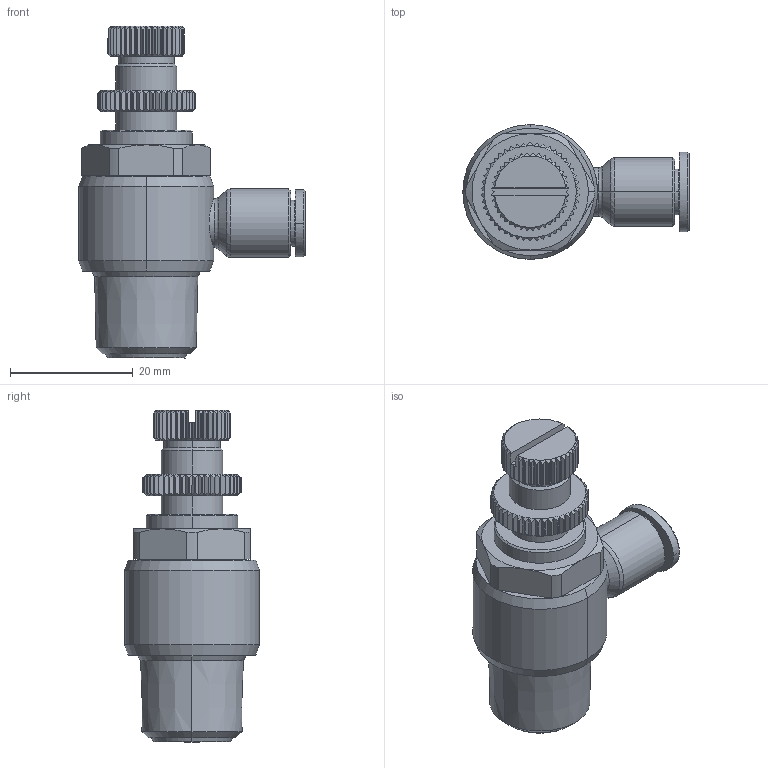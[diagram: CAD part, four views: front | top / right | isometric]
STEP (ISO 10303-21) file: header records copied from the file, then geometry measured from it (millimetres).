
FILE_DESCRIPTION (( 'STEP AP214' ), '1' );
FILE_NAME ('NSE06-03IN.STEP', '2015-10-26T15:52:56', ( '' ), ( '' ), 'SwSTEP 2.0', 'SolidWorks 2015', '' );
FILE_SCHEMA (( 'AUTOMOTIVE_DESIGN' ));
Length unit declared in the file: millimetre
Products named in the file (2): ｦ+ﾃｦ1; NSE06-03IN
Assembly tree (1 placements, depth 2):
  NSE06-03IN
    ｦ+ﾃｦ1
Bounding box: 36.95 x 22 x 54.2 mm (x, y, z)
Volume: 13582.8 mm3; surface area: 5315.7 mm2
Topology: 1 solids, 1 shells, 698 faces, 1794 edges, 1122 vertices
Faces by surface type: plane 362, cylinder 175, cone 125, bspline 34, torus 2
Entity records: 24286 total; most frequent: CARTESIAN_POINT 7756, ORIENTED_EDGE 3588, DIRECTION 2980, EDGE_CURVE 1794, VERTEX_POINT 1122, AXIS2_PLACEMENT_3D 1050, VECTOR 880, LINE 880
